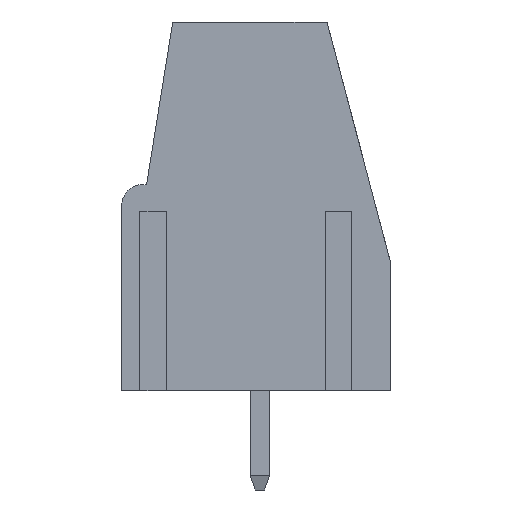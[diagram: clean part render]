
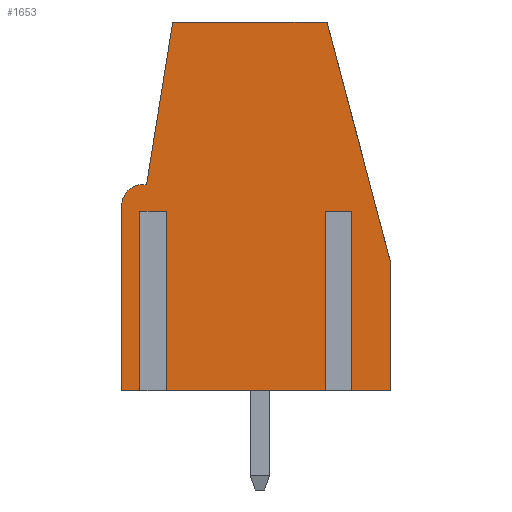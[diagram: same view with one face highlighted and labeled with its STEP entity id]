
A CAD part, left-side view. The second image highlights one B-rep face of the part: STEP entity #1653.
In plain terms, the highlighted planar face has unit normal (-1, 0, 0).
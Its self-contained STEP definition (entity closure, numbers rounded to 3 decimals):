
#38=CIRCLE('',#1746,0.8);
#158=FACE_OUTER_BOUND('',#253,.T.);
#253=EDGE_LOOP('',(#1450,#1451,#1452,#1453,#1454,#1455,#1456,#1457,#1458,
#1459,#1460,#1461,#1462,#1463,#1464,#1465));
#340=LINE('',#2411,#546);
#342=LINE('',#2416,#548);
#347=LINE('',#2427,#553);
#351=LINE('',#2434,#557);
#354=LINE('',#2440,#560);
#369=LINE('',#2469,#575);
#372=LINE('',#2475,#578);
#373=LINE('',#2477,#579);
#376=LINE('',#2483,#582);
#379=LINE('',#2489,#585);
#386=LINE('',#2503,#592);
#389=LINE('',#2509,#595);
#393=LINE('',#2516,#599);
#399=LINE('',#2527,#605);
#428=LINE('',#2587,#634);
#546=VECTOR('',#1966,1000.);
#548=VECTOR('',#1970,1000.);
#553=VECTOR('',#1977,1000.);
#557=VECTOR('',#1981,1000.);
#560=VECTOR('',#1984,1000.);
#575=VECTOR('',#2001,1000.);
#578=VECTOR('',#2006,1000.);
#579=VECTOR('',#2009,1000.);
#582=VECTOR('',#2014,1000.);
#585=VECTOR('',#2019,1000.);
#592=VECTOR('',#2028,1000.);
#595=VECTOR('',#2033,1000.);
#599=VECTOR('',#2039,1000.);
#605=VECTOR('',#2047,1000.);
#634=VECTOR('',#2098,1000.);
#735=VERTEX_POINT('',#2405);
#737=VERTEX_POINT('',#2409);
#738=VERTEX_POINT('',#2413);
#743=VERTEX_POINT('',#2424);
#744=VERTEX_POINT('',#2426);
#747=VERTEX_POINT('',#2432);
#749=VERTEX_POINT('',#2437);
#750=VERTEX_POINT('',#2439);
#763=VERTEX_POINT('',#2467);
#765=VERTEX_POINT('',#2473);
#766=VERTEX_POINT('',#2480);
#768=VERTEX_POINT('',#2486);
#775=VERTEX_POINT('',#2501);
#776=VERTEX_POINT('',#2506);
#779=VERTEX_POINT('',#2513);
#802=VERTEX_POINT('',#2584);
#911=EDGE_CURVE('',#735,#737,#340,.T.);
#913=EDGE_CURVE('',#737,#738,#342,.T.);
#918=EDGE_CURVE('',#744,#743,#347,.T.);
#922=EDGE_CURVE('',#738,#747,#351,.T.);
#925=EDGE_CURVE('',#750,#749,#354,.T.);
#940=EDGE_CURVE('',#747,#763,#369,.T.);
#943=EDGE_CURVE('',#763,#765,#372,.T.);
#944=EDGE_CURVE('',#765,#744,#373,.T.);
#947=EDGE_CURVE('',#743,#766,#376,.T.);
#950=EDGE_CURVE('',#766,#768,#379,.T.);
#957=EDGE_CURVE('',#768,#775,#386,.T.);
#960=EDGE_CURVE('',#775,#776,#389,.T.);
#964=EDGE_CURVE('',#779,#750,#393,.T.);
#970=EDGE_CURVE('',#749,#735,#399,.T.);
#999=EDGE_CURVE('',#776,#802,#428,.T.);
#1001=EDGE_CURVE('',#802,#779,#38,.T.);
#1450=ORIENTED_EDGE('',*,*,#911,.T.);
#1451=ORIENTED_EDGE('',*,*,#913,.T.);
#1452=ORIENTED_EDGE('',*,*,#922,.T.);
#1453=ORIENTED_EDGE('',*,*,#940,.T.);
#1454=ORIENTED_EDGE('',*,*,#943,.T.);
#1455=ORIENTED_EDGE('',*,*,#944,.T.);
#1456=ORIENTED_EDGE('',*,*,#918,.T.);
#1457=ORIENTED_EDGE('',*,*,#947,.T.);
#1458=ORIENTED_EDGE('',*,*,#950,.T.);
#1459=ORIENTED_EDGE('',*,*,#957,.T.);
#1460=ORIENTED_EDGE('',*,*,#960,.T.);
#1461=ORIENTED_EDGE('',*,*,#999,.T.);
#1462=ORIENTED_EDGE('',*,*,#1001,.T.);
#1463=ORIENTED_EDGE('',*,*,#964,.T.);
#1464=ORIENTED_EDGE('',*,*,#925,.T.);
#1465=ORIENTED_EDGE('',*,*,#970,.T.);
#1567=PLANE('',#1776);
#1653=ADVANCED_FACE('',(#158),#1567,.T.);
#1746=AXIS2_PLACEMENT_3D('',#2590,#2102,#2103);
#1776=AXIS2_PLACEMENT_3D('',#2664,#2195,#2196);
#1966=DIRECTION('',(0.,-1.,0.));
#1970=DIRECTION('',(0.,0.,-1.));
#1977=DIRECTION('',(0.,-1.,0.));
#1981=DIRECTION('',(0.,-1.,0.));
#1984=DIRECTION('',(0.,-1.,0.));
#2001=DIRECTION('',(0.,0.,1.));
#2006=DIRECTION('',(0.,-1.,0.));
#2009=DIRECTION('',(0.,0.,-1.));
#2014=DIRECTION('',(0.,0.,1.));
#2019=DIRECTION('',(0.,0.255,0.967));
#2028=DIRECTION('',(0.,1.,0.));
#2033=DIRECTION('',(0.,0.159,-0.987));
#2039=DIRECTION('',(0.,0.,-1.));
#2047=DIRECTION('',(0.,0.,1.));
#2098=DIRECTION('',(0.,1.,0.));
#2102=DIRECTION('center_axis',(-1.,0.,0.));
#2103=DIRECTION('ref_axis',(0.,-1.,0.));
#2195=DIRECTION('center_axis',(-1.,0.,0.));
#2196=DIRECTION('ref_axis',(0.,-1.,0.));
#2405=CARTESIAN_POINT('',(-7.54,4.6,6.9));
#2409=CARTESIAN_POINT('',(-7.54,3.6,6.9));
#2411=CARTESIAN_POINT('',(-7.54,4.6,6.9));
#2413=CARTESIAN_POINT('',(-7.54,3.6,0.));
#2416=CARTESIAN_POINT('',(-7.54,3.6,6.9));
#2424=CARTESIAN_POINT('',(-7.54,-5.,0.));
#2426=CARTESIAN_POINT('',(-7.54,-3.5,0.));
#2427=CARTESIAN_POINT('',(-7.54,-3.5,0.));
#2432=CARTESIAN_POINT('',(-7.54,-2.5,0.));
#2434=CARTESIAN_POINT('',(-7.54,3.6,0.));
#2437=CARTESIAN_POINT('',(-7.54,4.6,0.));
#2439=CARTESIAN_POINT('',(-7.54,5.3,0.));
#2440=CARTESIAN_POINT('',(-7.54,5.3,0.));
#2467=CARTESIAN_POINT('',(-7.54,-2.5,6.9));
#2469=CARTESIAN_POINT('',(-7.54,-2.5,0.));
#2473=CARTESIAN_POINT('',(-7.54,-3.5,6.9));
#2475=CARTESIAN_POINT('',(-7.54,-2.5,6.9));
#2477=CARTESIAN_POINT('',(-7.54,-3.5,6.9));
#2480=CARTESIAN_POINT('',(-7.54,-5.,4.978));
#2483=CARTESIAN_POINT('',(-7.54,-5.,0.));
#2486=CARTESIAN_POINT('',(-7.54,-2.576,14.15));
#2489=CARTESIAN_POINT('',(-7.54,-5.,4.978));
#2501=CARTESIAN_POINT('',(-7.54,3.346,14.15));
#2503=CARTESIAN_POINT('',(-7.54,-2.576,14.15));
#2506=CARTESIAN_POINT('',(-7.54,4.347,7.913));
#2509=CARTESIAN_POINT('',(-7.54,3.346,14.15));
#2513=CARTESIAN_POINT('',(-7.54,5.3,7.113));
#2516=CARTESIAN_POINT('',(-7.54,5.3,7.113));
#2527=CARTESIAN_POINT('',(-7.54,4.6,0.));
#2584=CARTESIAN_POINT('',(-7.54,4.5,7.913));
#2587=CARTESIAN_POINT('',(-7.54,4.347,7.913));
#2590=CARTESIAN_POINT('Origin',(-7.54,4.5,7.113));
#2664=CARTESIAN_POINT('Origin',(-7.54,4.5,7.113));
